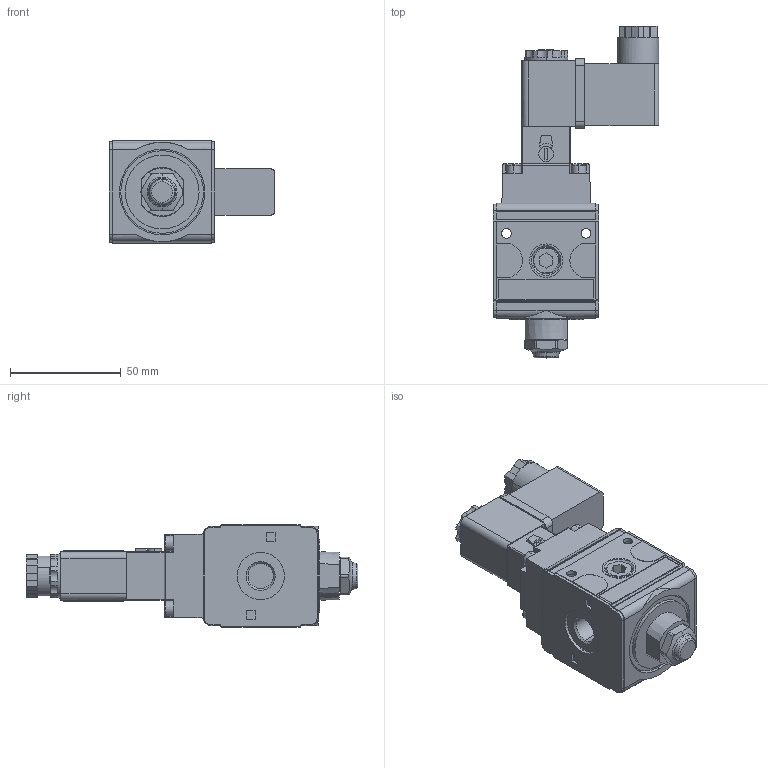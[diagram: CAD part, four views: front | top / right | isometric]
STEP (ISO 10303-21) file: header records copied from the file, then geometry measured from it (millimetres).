
FILE_DESCRIPTION(/* description */ ('VariCAD 2016-1.04 AP-214'),/* implementation_level */ '2;1');
FILE_NAME(/* name */ 'm_cl_14_24v.stp',/* time_stamp */ '2016-06-16T09:36:31+02:00',/* author */ (''),/* organization */ (''),/* preprocessor_version */ 'ST-DEVELOPER v14',/* originating_system */ 'VariCAD 2016-1.04; kernel version (20130303)',/* authorisation */ '');
FILE_SCHEMA (('AUTOMOTIVE_DESIGN'));
Length unit declared in the file: millimetre
Products named in the file (3): m_cl_14_24v; 9.4011.500 (70381)<2>; 9.4011.500 (70381)<1>
Assembly tree (2 placements, depth 2):
  m_cl_14_24v
    9.4011.500 (70381)<2>
    9.4011.500 (70381)<1>
Bounding box: 74.8 x 150.1 x 47 mm (x, y, z)
Volume: 187295.9 mm3; surface area: 34104.8 mm2
Topology: 2 solids, 2 shells, 465 faces, 1164 edges, 755 vertices
Faces by surface type: plane 297, cylinder 118, cone 32, torus 18
Entity records: 14072 total; most frequent: CARTESIAN_POINT 2598, DIRECTION 2415, ORIENTED_EDGE 2328, EDGE_CURVE 1164, AXIS2_PLACEMENT_3D 817, LINE 781, VECTOR 781, VERTEX_POINT 756
